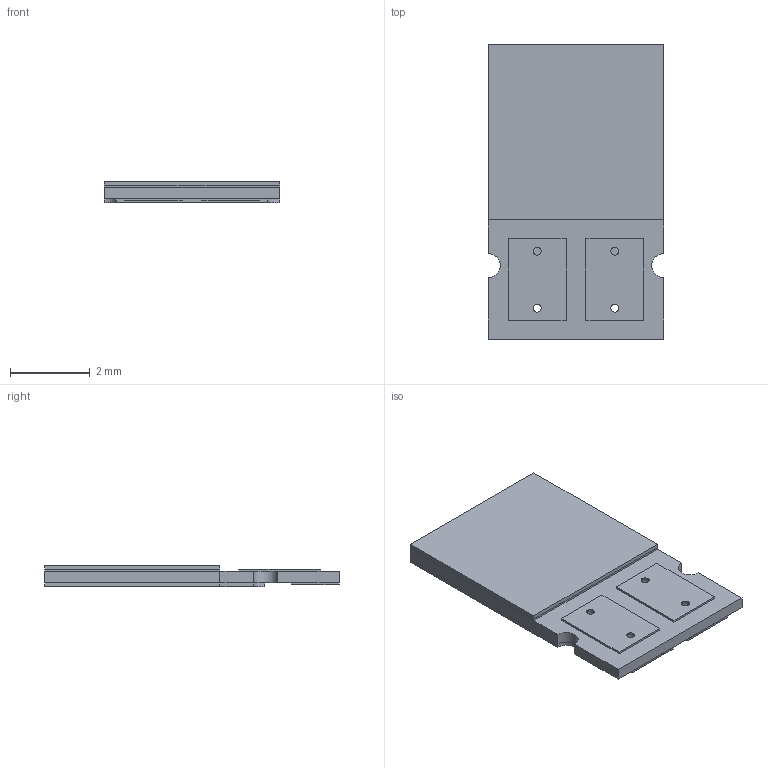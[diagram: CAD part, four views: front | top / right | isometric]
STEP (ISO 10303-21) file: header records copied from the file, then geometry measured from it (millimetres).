
FILE_DESCRIPTION (( 'STEP AP203' ), '1' );
FILE_NAME ('MTN10555-E0W.STEP', '2018-02-09T13:42:43', ( '' ), ( '' ), 'SwSTEP 2.0', 'SolidWorks 2016', '' );
FILE_SCHEMA (( 'CONFIG_CONTROL_DESIGN' ));
Length unit declared in the file: millimetre
Products named in the file (1): MTN10555-E0W
Bounding box: 4.4 x 7.4 x 0.55 mm (x, y, z)
Volume: 15.4 mm3; surface area: 222.8 mm2
Topology: 8 solids, 8 shells, 86 faces, 204 edges, 136 vertices
Faces by surface type: plane 57, cylinder 29
Entity records: 2589 total; most frequent: DIRECTION 436, CARTESIAN_POINT 427, ORIENTED_EDGE 408, EDGE_CURVE 204, LINE 146, VECTOR 146, AXIS2_PLACEMENT_3D 145, VERTEX_POINT 136
